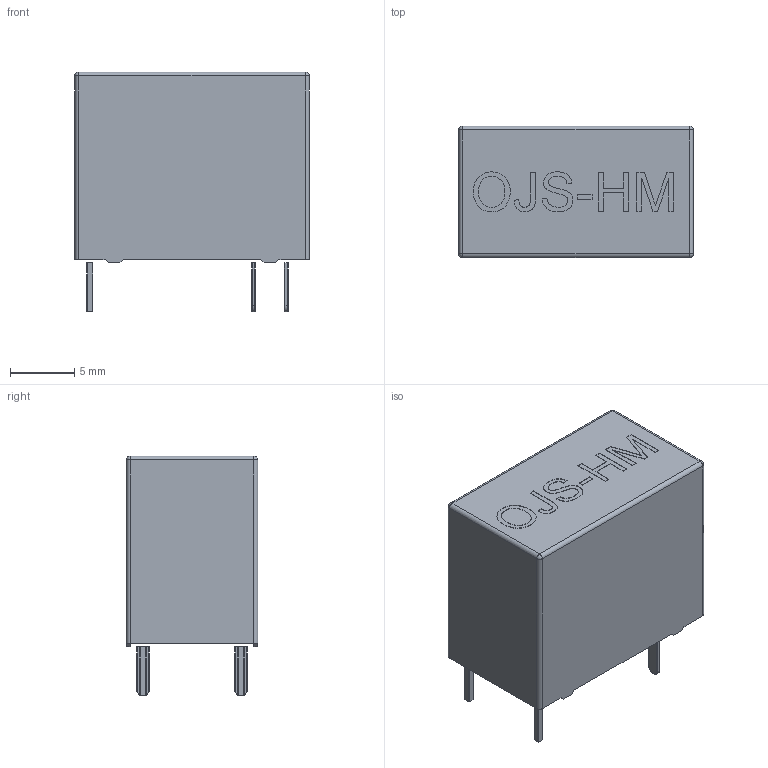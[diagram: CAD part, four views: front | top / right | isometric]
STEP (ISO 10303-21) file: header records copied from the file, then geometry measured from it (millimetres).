
FILE_DESCRIPTION(/* description */ (''),/* implementation_level */ '2;1');
FILE_NAME(/* name */ 'RELAY_TE_OJS_HM.step',/* time_stamp */ '2022-06-01T15:32:23+12:00',/* author */ (''),/* organization */ (''),/* preprocessor_version */ 'ST-DEVELOPER v19',/* originating_system */ 'Autodesk Translation Framework v11.7.0.108',/* authorisation */ '');
FILE_SCHEMA (('AUTOMOTIVE_DESIGN { 1 0 10303 214 3 1 1 }'));
Length unit declared in the file: millimetre
Products named in the file (4): RELAY_TE_OJS; Shell; Potting; Pins
Assembly tree (3 placements, depth 2):
  RELAY_TE_OJS
    Shell
    Potting
    Pins
Bounding box: 18.2 x 10.2 x 18.6 mm (x, y, z)
Volume: 455.5 mm3; surface area: 2386.8 mm2
Topology: 6 solids, 6 shells, 211 faces, 532 edges, 340 vertices
Faces by surface type: plane 128, bspline 65, cylinder 10, sphere 4, cone 4
Entity records: 6949 total; most frequent: CARTESIAN_POINT 2195, ORIENTED_EDGE 1064, DIRECTION 732, EDGE_CURVE 532, LINE 378, VECTOR 378, VERTEX_POINT 340, EDGE_LOOP 218
